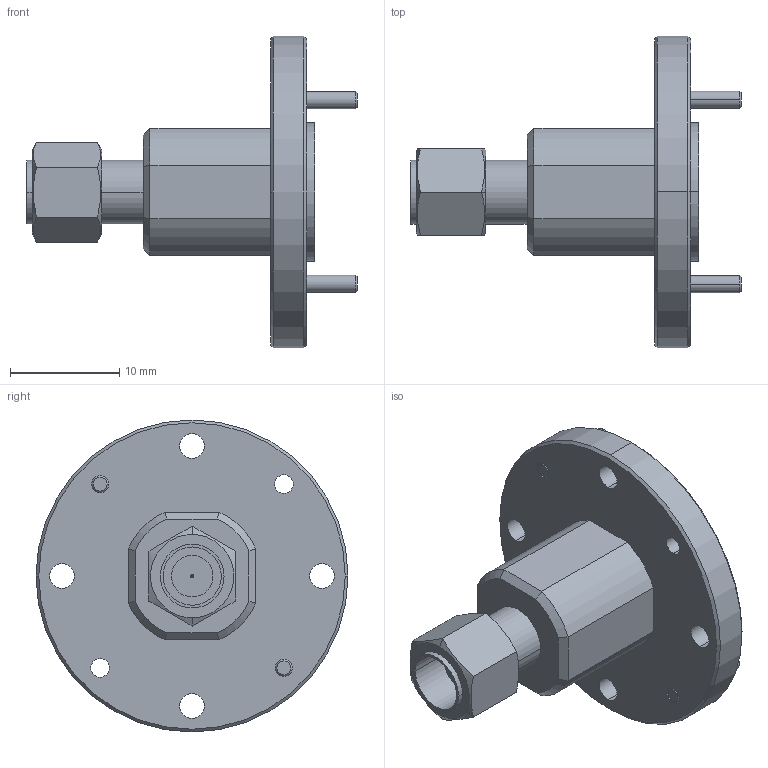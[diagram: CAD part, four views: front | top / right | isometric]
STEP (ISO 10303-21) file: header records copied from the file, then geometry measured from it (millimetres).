
FILE_DESCRIPTION (( 'STEP AP203' ), '1' );
FILE_NAME ('DMWC-22-321-1 Rev 1.1, df.STEP', '2017-08-07T21:38:08', ( '' ), ( '' ), 'SwSTEP 2.0', 'SolidWorks 2013', '' );
FILE_SCHEMA (( 'CONFIG_CONTROL_DESIGN' ));
Length unit declared in the file: inch
Products named in the file (1): DMWC-22-321-1 Rev 1.1, df
Bounding box: 30.27 x 28.57 x 28.57 mm (x, y, z)
Volume: 3906.4 mm3; surface area: 2714 mm2
Topology: 4 solids, 4 shells, 117 faces, 262 edges, 166 vertices
Faces by surface type: cylinder 48, plane 39, cone 30
Entity records: 3455 total; most frequent: CARTESIAN_POINT 654, DIRECTION 612, ORIENTED_EDGE 524, EDGE_CURVE 262, AXIS2_PLACEMENT_3D 252, VERTEX_POINT 166, EDGE_LOOP 146, CIRCLE 134
